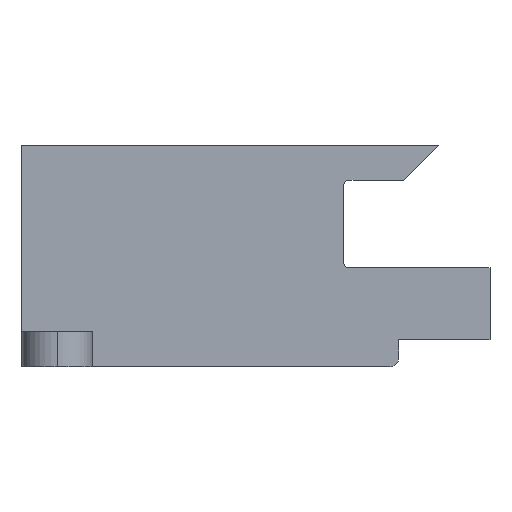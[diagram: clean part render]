
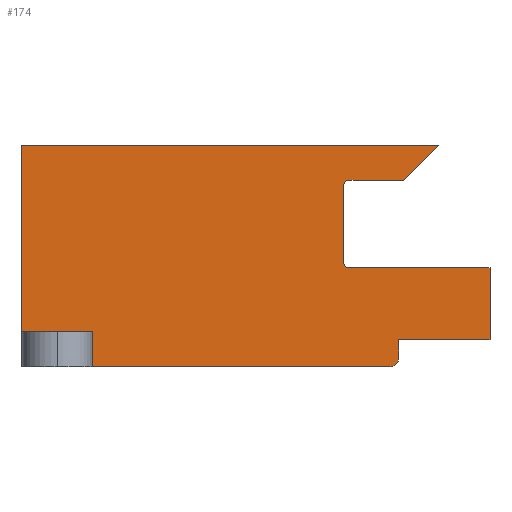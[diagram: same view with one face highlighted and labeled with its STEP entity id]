
A CAD part, left-side view. The second image highlights one B-rep face of the part: STEP entity #174.
In plain terms, the highlighted planar face has unit normal (-1, 0, 0).
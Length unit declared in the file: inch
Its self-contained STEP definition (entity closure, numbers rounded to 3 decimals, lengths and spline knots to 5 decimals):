
#18 = VERTEX_POINT ( 'NONE', #1403 ) ;
#21 = DIRECTION ( 'NONE',  ( 0., 0., 1. ) ) ;
#25 = DIRECTION ( 'NONE',  ( 0., 0., -1. ) ) ;
#39 = EDGE_CURVE ( 'NONE', #1058, #978, #1163, .T. ) ;
#45 = CARTESIAN_POINT ( 'NONE',  ( 0.8125, 2.62283, 3.06049 ) ) ;
#63 = LINE ( 'NONE', #470, #936 ) ;
#66 = CARTESIAN_POINT ( 'NONE',  ( 0.8125, 0.75605, 1.06535 ) ) ;
#83 = CARTESIAN_POINT ( 'NONE',  ( 0.8125, 0.52283, 0. ) ) ;
#107 = CIRCLE ( 'NONE', #500, 0.05 ) ;
#135 = CARTESIAN_POINT ( 'NONE',  ( 0.8125, -0.32528, 1.83512 ) ) ;
#139 = AXIS2_PLACEMENT_3D ( 'NONE', #1044, #447, #1512 ) ;
#174 = ADVANCED_FACE ( 'NONE', ( #780 ), #800, .T. ) ;
#175 = CARTESIAN_POINT ( 'NONE',  ( 0.8125, 2.62283, 1.26535 ) ) ;
#182 = DIRECTION ( 'NONE',  ( 0., 0., -1. ) ) ;
#193 = ORIENTED_EDGE ( 'NONE', *, *, #1357, .F. ) ;
#221 = EDGE_CURVE ( 'NONE', #680, #662, #63, .T. ) ;
#234 = CIRCLE ( 'NONE', #1448, 0.03 ) ;
#242 = CIRCLE ( 'NONE', #270, 0.03 ) ;
#250 = EDGE_CURVE ( 'NONE', #18, #1211, #480, .T. ) ;
#265 = LINE ( 'NONE', #1451, #1405 ) ;
#270 = AXIS2_PLACEMENT_3D ( 'NONE', #874, #1251, #1339 ) ;
#276 = CARTESIAN_POINT ( 'NONE',  ( 0.8125, 0.47283, 0.05 ) ) ;
#283 = CARTESIAN_POINT ( 'NONE',  ( 0.8125, 2.22283, 0.2 ) ) ;
#311 = DIRECTION ( 'NONE',  ( 0., -1., 0. ) ) ;
#317 = EDGE_CURVE ( 'NONE', #465, #680, #759, .T. ) ;
#331 = EDGE_CURVE ( 'NONE', #1211, #842, #242, .T. ) ;
#361 = CARTESIAN_POINT ( 'NONE',  ( 0.8125, 0.78605, 0.59535 ) ) ;
#375 = EDGE_CURVE ( 'NONE', #1197, #407, #265, .T. ) ;
#401 = DIRECTION ( 'NONE',  ( 0., -1., 0. ) ) ;
#407 = VERTEX_POINT ( 'NONE', #1133 ) ;
#413 = CARTESIAN_POINT ( 'NONE',  ( 0.8125, 2.22283, 0.2 ) ) ;
#431 = CARTESIAN_POINT ( 'NONE',  ( 0.8125, 2.62283, 0.2 ) ) ;
#435 = ORIENTED_EDGE ( 'NONE', *, *, #1101, .F. ) ;
#447 = DIRECTION ( 'NONE',  ( -1., 0., 0. ) ) ;
#453 = EDGE_CURVE ( 'NONE', #492, #1032, #770, .T. ) ;
#460 = CARTESIAN_POINT ( 'NONE',  ( 0.8125, 0.44449, 1.06535 ) ) ;
#465 = VERTEX_POINT ( 'NONE', #276 ) ;
#470 = CARTESIAN_POINT ( 'NONE',  ( 0.8125, -0.04921, 0.15354 ) ) ;
#475 = DIRECTION ( 'NONE',  ( 0., 0., 1. ) ) ;
#480 = LINE ( 'NONE', #1543, #1533 ) ;
#492 = VERTEX_POINT ( 'NONE', #431 ) ;
#500 = AXIS2_PLACEMENT_3D ( 'NONE', #1082, #974, #585 ) ;
#507 = DIRECTION ( 'NONE',  ( 0., 1., 0. ) ) ;
#519 = VECTOR ( 'NONE', #182, 39.37008 ) ;
#543 = ORIENTED_EDGE ( 'NONE', *, *, #1468, .T. ) ;
#551 = CARTESIAN_POINT ( 'NONE',  ( 0.8125, 0.78605, 1.03535 ) ) ;
#560 = ORIENTED_EDGE ( 'NONE', *, *, #331, .T. ) ;
#584 = ORIENTED_EDGE ( 'NONE', *, *, #39, .T. ) ;
#585 = DIRECTION ( 'NONE',  ( 0., -1., 0. ) ) ;
#601 = ORIENTED_EDGE ( 'NONE', *, *, #878, .T. ) ;
#607 = DIRECTION ( 'NONE',  ( 0., 1., 0. ) ) ;
#628 = LINE ( 'NONE', #45, #1201 ) ;
#645 = DIRECTION ( 'NONE',  ( 1., 0., 0. ) ) ;
#646 = ORIENTED_EDGE ( 'NONE', *, *, #375, .F. ) ;
#662 = VERTEX_POINT ( 'NONE', #1373 ) ;
#680 = VERTEX_POINT ( 'NONE', #1264 ) ;
#696 = LINE ( 'NONE', #837, #1353 ) ;
#699 = DIRECTION ( 'NONE',  ( 0., -1., 0. ) ) ;
#700 = VECTOR ( 'NONE', #311, 39.37008 ) ;
#715 = VECTOR ( 'NONE', #717, 39.37008 ) ;
#717 = DIRECTION ( 'NONE',  ( 0., -0.707, 0.707 ) ) ;
#748 = LINE ( 'NONE', #361, #845 ) ;
#756 = CARTESIAN_POINT ( 'NONE',  ( 0.8125, 0.75605, 1.03535 ) ) ;
#759 = LINE ( 'NONE', #885, #1038 ) ;
#770 = LINE ( 'NONE', #413, #1181 ) ;
#773 = LINE ( 'NONE', #1121, #519 ) ;
#779 = ORIENTED_EDGE ( 'NONE', *, *, #1499, .T. ) ;
#780 = FACE_OUTER_BOUND ( 'NONE', #1362, .T. ) ;
#800 = PLANE ( 'NONE',  #139 ) ;
#837 = CARTESIAN_POINT ( 'NONE',  ( 0.8125, 2.22283, 1.26535 ) ) ;
#842 = VERTEX_POINT ( 'NONE', #965 ) ;
#845 = VECTOR ( 'NONE', #1240, 39.37008 ) ;
#863 = CARTESIAN_POINT ( 'NONE',  ( 0.8125, 2.22283, 0.2 ) ) ;
#874 = CARTESIAN_POINT ( 'NONE',  ( 0.8125, 0.75605, 0.59535 ) ) ;
#878 = EDGE_CURVE ( 'NONE', #1197, #465, #107, .T. ) ;
#885 = CARTESIAN_POINT ( 'NONE',  ( 0.8125, 0.47283, 0.10354 ) ) ;
#936 = VECTOR ( 'NONE', #699, 39.37008 ) ;
#939 = VERTEX_POINT ( 'NONE', #1033 ) ;
#965 = CARTESIAN_POINT ( 'NONE',  ( 0.8125, 0.78605, 0.59535 ) ) ;
#967 = LINE ( 'NONE', #863, #1395 ) ;
#974 = DIRECTION ( 'NONE',  ( -1., 0., 0. ) ) ;
#978 = VERTEX_POINT ( 'NONE', #460 ) ;
#981 = ORIENTED_EDGE ( 'NONE', *, *, #453, .T. ) ;
#1032 = VERTEX_POINT ( 'NONE', #283 ) ;
#1033 = CARTESIAN_POINT ( 'NONE',  ( 0.8125, 0.24449, 1.26535 ) ) ;
#1038 = VECTOR ( 'NONE', #21, 39.37008 ) ;
#1044 = CARTESIAN_POINT ( 'NONE',  ( 0.8125, 2.22283, 4.38323 ) ) ;
#1058 = VERTEX_POINT ( 'NONE', #66 ) ;
#1082 = CARTESIAN_POINT ( 'NONE',  ( 0.8125, 0.52283, 0.05 ) ) ;
#1087 = VERTEX_POINT ( 'NONE', #551 ) ;
#1101 = EDGE_CURVE ( 'NONE', #18, #662, #773, .T. ) ;
#1121 = CARTESIAN_POINT ( 'NONE',  ( 0.8125, -0.04921, 4.38323 ) ) ;
#1133 = CARTESIAN_POINT ( 'NONE',  ( 0.8125, 2.22283, 0. ) ) ;
#1134 = ORIENTED_EDGE ( 'NONE', *, *, #1166, .T. ) ;
#1146 = ORIENTED_EDGE ( 'NONE', *, *, #1280, .F. ) ;
#1160 = ORIENTED_EDGE ( 'NONE', *, *, #317, .T. ) ;
#1163 = LINE ( 'NONE', #1294, #700 ) ;
#1166 = EDGE_CURVE ( 'NONE', #1087, #1058, #234, .T. ) ;
#1170 = DIRECTION ( 'NONE',  ( 0., -1., 0. ) ) ;
#1174 = VERTEX_POINT ( 'NONE', #175 ) ;
#1181 = VECTOR ( 'NONE', #1260, 39.37008 ) ;
#1197 = VERTEX_POINT ( 'NONE', #83 ) ;
#1200 = CARTESIAN_POINT ( 'NONE',  ( 0.8125, 0.75605, 0.56535 ) ) ;
#1201 = VECTOR ( 'NONE', #25, 39.37008 ) ;
#1211 = VERTEX_POINT ( 'NONE', #1200 ) ;
#1221 = ORIENTED_EDGE ( 'NONE', *, *, #250, .T. ) ;
#1232 = LINE ( 'NONE', #135, #715 ) ;
#1240 = DIRECTION ( 'NONE',  ( 0., 0., 1. ) ) ;
#1251 = DIRECTION ( 'NONE',  ( 1., 0., 0. ) ) ;
#1260 = DIRECTION ( 'NONE',  ( 0., -1., 0. ) ) ;
#1264 = CARTESIAN_POINT ( 'NONE',  ( 0.8125, 0.47283, 0.15354 ) ) ;
#1276 = ORIENTED_EDGE ( 'NONE', *, *, #1480, .T. ) ;
#1280 = EDGE_CURVE ( 'NONE', #1174, #939, #696, .T. ) ;
#1294 = CARTESIAN_POINT ( 'NONE',  ( 0.8125, -0.04921, 1.06535 ) ) ;
#1339 = DIRECTION ( 'NONE',  ( 0., -1., 0. ) ) ;
#1353 = VECTOR ( 'NONE', #1170, 39.37008 ) ;
#1357 = EDGE_CURVE ( 'NONE', #407, #1032, #967, .T. ) ;
#1362 = EDGE_LOOP ( 'NONE', ( #584, #543, #1146, #779, #981, #193, #646, #601, #1160, #1561, #435, #1221, #560, #1276, #1134 ) ) ;
#1373 = CARTESIAN_POINT ( 'NONE',  ( 0.8125, -0.04921, 0.15354 ) ) ;
#1395 = VECTOR ( 'NONE', #475, 39.37008 ) ;
#1403 = CARTESIAN_POINT ( 'NONE',  ( 0.8125, -0.04921, 0.56535 ) ) ;
#1405 = VECTOR ( 'NONE', #507, 39.37008 ) ;
#1448 = AXIS2_PLACEMENT_3D ( 'NONE', #756, #645, #401 ) ;
#1451 = CARTESIAN_POINT ( 'NONE',  ( 0.8125, 2.22283, 0. ) ) ;
#1468 = EDGE_CURVE ( 'NONE', #978, #939, #1232, .T. ) ;
#1480 = EDGE_CURVE ( 'NONE', #842, #1087, #748, .T. ) ;
#1499 = EDGE_CURVE ( 'NONE', #1174, #492, #628, .T. ) ;
#1512 = DIRECTION ( 'NONE',  ( 0., -1., 0. ) ) ;
#1533 = VECTOR ( 'NONE', #607, 39.37008 ) ;
#1543 = CARTESIAN_POINT ( 'NONE',  ( 0.8125, 0.75605, 0.56535 ) ) ;
#1561 = ORIENTED_EDGE ( 'NONE', *, *, #221, .T. ) ;
